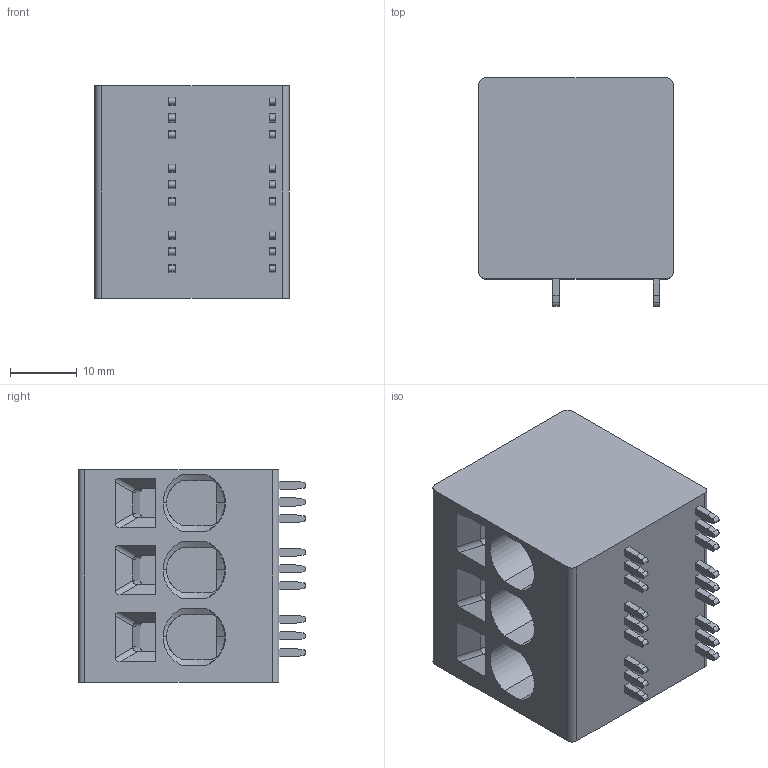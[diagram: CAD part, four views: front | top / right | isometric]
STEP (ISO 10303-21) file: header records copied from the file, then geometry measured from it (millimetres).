
FILE_DESCRIPTION((''),'2;1');
FILE_NAME('PRT0005','2024-09-20T',('sj'),(''),'PRO/ENGINEER BY PARAMETRIC TECHNOLOGY CORPORATION, 2013240','PRO/ENGINEER BY PARAMETRIC TECHNOLOGY CORPORATION, 2013240','');
FILE_SCHEMA(('AUTOMOTIVE_DESIGN_CC2 { 1 2 10303 214 -1 1 5 2 }'));
Length unit declared in the file: millimetre
Products named in the file (1): PRT0005
Bounding box: 29 x 34.03 x 31.8 mm (x, y, z)
Volume: 25576.2 mm3; surface area: 6775.8 mm2
Topology: 1 solids, 1 shells, 235 faces, 606 edges, 400 vertices
Faces by surface type: plane 177, cylinder 52, cone 6
Entity records: 7289 total; most frequent: CARTESIAN_POINT 1548, ORIENTED_EDGE 1212, DIRECTION 1108, EDGE_CURVE 606, VECTOR 466, LINE 466, VERTEX_POINT 400, AXIS2_PLACEMENT_3D 321
